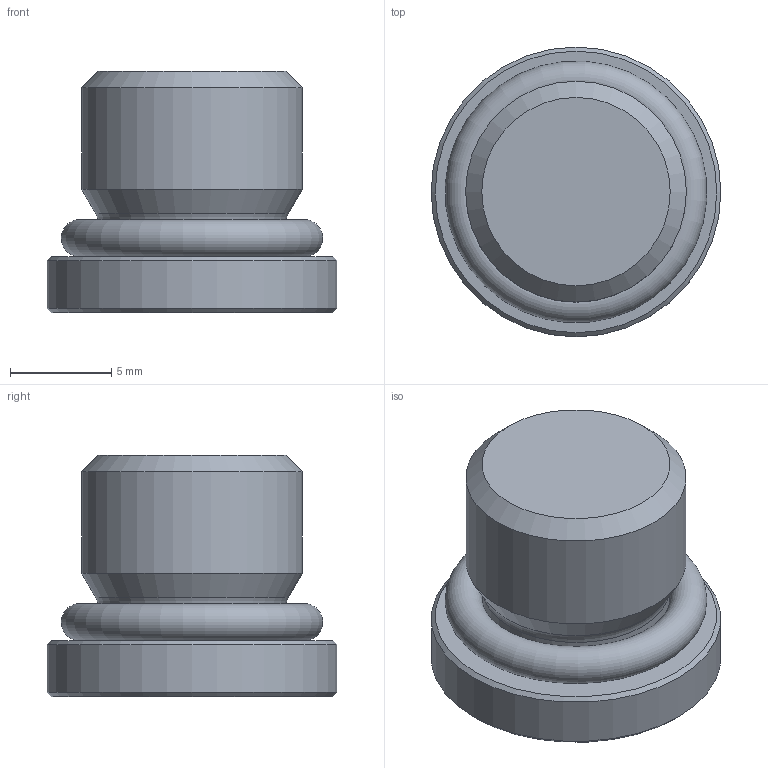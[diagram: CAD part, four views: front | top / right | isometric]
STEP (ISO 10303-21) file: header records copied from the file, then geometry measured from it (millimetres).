
FILE_DESCRIPTION((''),'2;1');
FILE_NAME('724000716.stp','2014-09-03T11:55:21',(''),('KNOMI spol. s r. o.'),'Autodesk Inventor 2012','Autodesk Inventor 2012','');
FILE_SCHEMA(('AUTOMOTIVE_DESIGN { 1 2 10303 214 0 1 1 1 }'));
Length unit declared in the file: millimetre
Products named in the file (3): ZKUNF SAE 4 7/16"-20; 724 01 0716; 606089218390
Assembly tree (2 placements, depth 2):
  ZKUNF SAE 4 7/16"-20
    724 01 0716
    606089218390
Bounding box: 14.3 x 14.3 x 11.9 mm (x, y, z)
Volume: 1141.7 mm3; surface area: 1071.1 mm2
Topology: 2 solids, 2 shells, 47 faces, 127 edges, 84 vertices
Faces by surface type: plane 22, cone 11, torus 10, cylinder 4
Full cylindrical faces by diameter (mm): 5.5 x1, 9.25 x1, 10.9 x1, 14.3 x1
Entity records: 1649 total; most frequent: CARTESIAN_POINT 401, DIRECTION 232, ORIENTED_EDGE 224, EDGE_CURVE 112, AXIS2_PLACEMENT_3D 92, VERTEX_POINT 81, EDGE_LOOP 61, STYLED_ITEM 49
